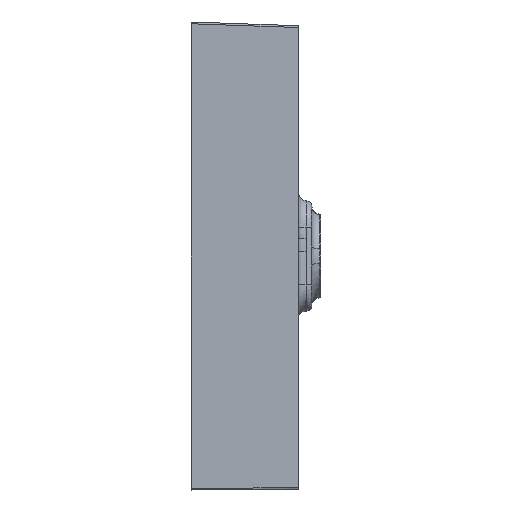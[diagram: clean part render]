
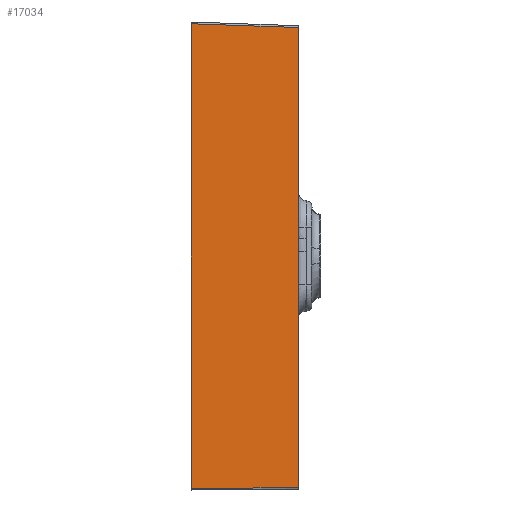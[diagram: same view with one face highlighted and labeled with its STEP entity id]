
A CAD part, left-side view. The second image highlights one B-rep face of the part: STEP entity #17034.
In plain terms, the highlighted planar face has unit normal (-0.999, -0.035, 0).
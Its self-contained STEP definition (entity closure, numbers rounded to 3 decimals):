
#485 = DIRECTION ( 'NONE',  ( 0.035, -0.999, 0. ) ) ;
#1618 = EDGE_CURVE ( 'NONE', #6382, #7899, #4618, .T. ) ;
#2005 = CARTESIAN_POINT ( 'NONE',  ( -450., 0., 260.501 ) ) ;
#2374 = DIRECTION ( 'NONE',  ( -0.999, -0.035, 0. ) ) ;
#2721 = DIRECTION ( 'NONE',  ( -0.035, 0.999, 0.035 ) ) ;
#3710 = CARTESIAN_POINT ( 'NONE',  ( -445.81, -120., -260.081 ) ) ;
#4055 = ORIENTED_EDGE ( 'NONE', *, *, #1618, .T. ) ;
#4087 = EDGE_LOOP ( 'NONE', ( #21809, #4055, #6724, #13186 ) ) ;
#4618 = LINE ( 'NONE', #8557, #20439 ) ;
#5782 = LINE ( 'NONE', #21340, #23038 ) ;
#6382 = VERTEX_POINT ( 'NONE', #22390 ) ;
#6433 = CARTESIAN_POINT ( 'NONE',  ( -450., 0., 262.5 ) ) ;
#6724 = ORIENTED_EDGE ( 'NONE', *, *, #14297, .F. ) ;
#7505 = VECTOR ( 'NONE', #16815, 1000. ) ;
#7899 = VERTEX_POINT ( 'NONE', #2005 ) ;
#8557 = CARTESIAN_POINT ( 'NONE',  ( -450.002, 0.07, 260.504 ) ) ;
#8746 = CARTESIAN_POINT ( 'NONE',  ( -450., 0., 262.5 ) ) ;
#9392 = EDGE_CURVE ( 'NONE', #15419, #23867, #5782, .T. ) ;
#9685 = VECTOR ( 'NONE', #24487, 1000. ) ;
#10451 = CARTESIAN_POINT ( 'NONE',  ( -445.81, -120., 262.5 ) ) ;
#13186 = ORIENTED_EDGE ( 'NONE', *, *, #9392, .T. ) ;
#14141 = PLANE ( 'NONE',  #22883 ) ;
#14297 = EDGE_CURVE ( 'NONE', #15419, #7899, #16940, .T. ) ;
#15419 = VERTEX_POINT ( 'NONE', #15967 ) ;
#15967 = CARTESIAN_POINT ( 'NONE',  ( -450., 0., -260.5 ) ) ;
#16815 = DIRECTION ( 'NONE',  ( 0., 0., 1. ) ) ;
#16940 = LINE ( 'NONE', #8746, #7505 ) ;
#17034 = ADVANCED_FACE ( 'NONE', ( #21606 ), #14141, .T. ) ;
#19315 = DIRECTION ( 'NONE',  ( 0.035, -0.999, 0.003 ) ) ;
#20066 = LINE ( 'NONE', #10451, #9685 ) ;
#20439 = VECTOR ( 'NONE', #2721, 1000. ) ;
#21340 = CARTESIAN_POINT ( 'NONE',  ( -449.936, -1.823, -260.494 ) ) ;
#21606 = FACE_OUTER_BOUND ( 'NONE', #4087, .T. ) ;
#21809 = ORIENTED_EDGE ( 'NONE', *, *, #24966, .F. ) ;
#22390 = CARTESIAN_POINT ( 'NONE',  ( -445.81, -120., 256.311 ) ) ;
#22883 = AXIS2_PLACEMENT_3D ( 'NONE', #6433, #2374, #485 ) ;
#23038 = VECTOR ( 'NONE', #19315, 1000. ) ;
#23867 = VERTEX_POINT ( 'NONE', #3710 ) ;
#24487 = DIRECTION ( 'NONE',  ( 0., 0., -1. ) ) ;
#24966 = EDGE_CURVE ( 'NONE', #6382, #23867, #20066, .T. ) ;
